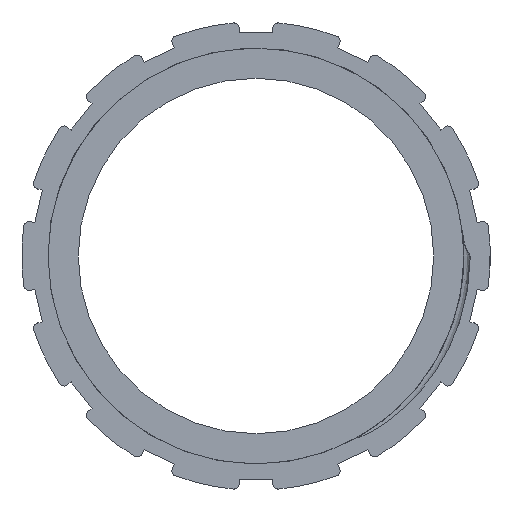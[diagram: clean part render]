
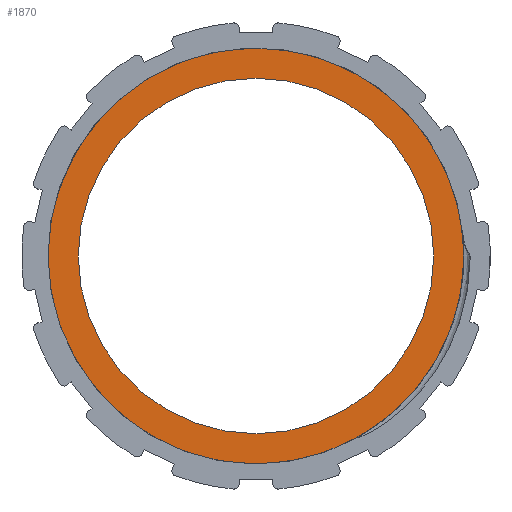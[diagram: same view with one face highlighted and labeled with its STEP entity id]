
A CAD part, front view. The second image highlights one B-rep face of the part: STEP entity #1870.
In plain terms, the highlighted planar face has unit normal (0, -1, 0).
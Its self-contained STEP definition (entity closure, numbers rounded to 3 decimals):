
#17=FACE_BOUND('',#261,.T.);
#63=PLANE('',#2066);
#162=FACE_OUTER_BOUND('',#260,.T.);
#260=EDGE_LOOP('',(#1724));
#261=EDGE_LOOP('',(#1725));
#264=CIRCLE('',#1889,37.3);
#353=CIRCLE('',#2067,31.875);
#721=VERTEX_POINT('',#2633);
#898=VERTEX_POINT('',#3587);
#905=EDGE_CURVE('',#721,#721,#264,.T.);
#1174=EDGE_CURVE('',#898,#898,#353,.T.);
#1724=ORIENTED_EDGE('',*,*,#905,.T.);
#1725=ORIENTED_EDGE('',*,*,#1174,.F.);
#1870=ADVANCED_FACE('',(#162,#17),#63,.F.);
#1889=AXIS2_PLACEMENT_3D('',#2635,#2081,#2082);
#2066=AXIS2_PLACEMENT_3D('',#3586,#2605,#2606);
#2067=AXIS2_PLACEMENT_3D('',#3588,#2607,#2608);
#2081=DIRECTION('center_axis',(0.,-1.,0.));
#2082=DIRECTION('ref_axis',(1.,0.,0.));
#2605=DIRECTION('center_axis',(0.,1.,0.));
#2606=DIRECTION('ref_axis',(-1.,0.,0.));
#2607=DIRECTION('center_axis',(0.,-1.,0.));
#2608=DIRECTION('ref_axis',(-1.,0.,0.));
#2633=CARTESIAN_POINT('',(-37.3,15.,0.));
#2635=CARTESIAN_POINT('Origin',(0.,15.,0.));
#3586=CARTESIAN_POINT('Origin',(0.,15.,0.));
#3587=CARTESIAN_POINT('',(31.875,15.,0.));
#3588=CARTESIAN_POINT('Origin',(0.,15.,0.));
